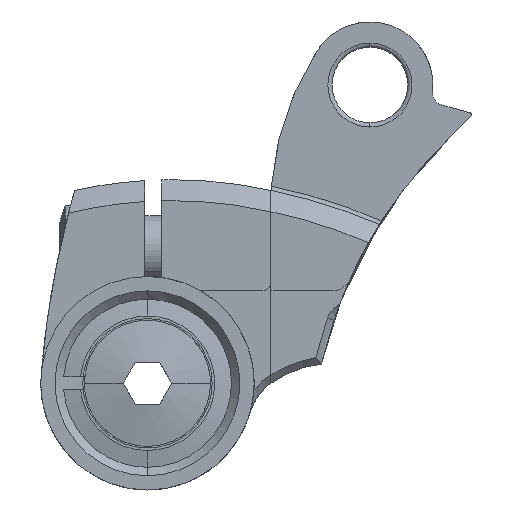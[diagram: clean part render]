
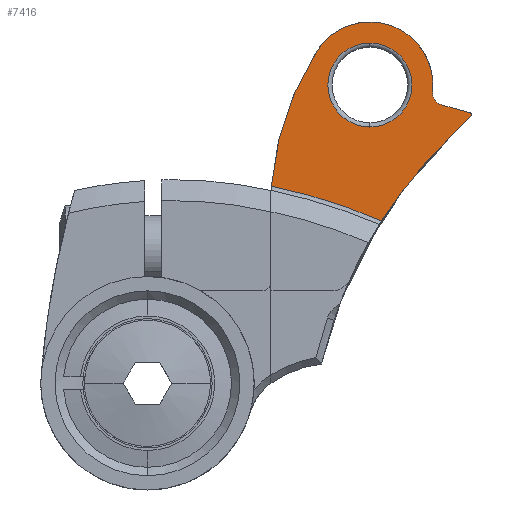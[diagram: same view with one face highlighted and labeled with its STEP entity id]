
A CAD part, left-side view. The second image highlights one B-rep face of the part: STEP entity #7416.
In plain terms, the highlighted planar face has unit normal (-1, 0, 0).
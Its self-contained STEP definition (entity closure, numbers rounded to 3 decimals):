
#63 = CARTESIAN_POINT ( 'NONE',  ( -0.5, -38.353, 32.196 ) ) ;
#149 = DIRECTION ( 'NONE',  ( 0., 0., -1. ) ) ;
#556 = DIRECTION ( 'NONE',  ( 1., 0., 0. ) ) ;
#634 = LINE ( 'NONE', #2269, #2229 ) ;
#654 = AXIS2_PLACEMENT_3D ( 'NONE', #1797, #7357, #2619 ) ;
#732 = CARTESIAN_POINT ( 'NONE',  ( -0.5, -26.472, 35.491 ) ) ;
#811 = CIRCLE ( 'NONE', #654, 5. ) ;
#870 = EDGE_CURVE ( 'NONE', #3629, #8700, #6872, .T. ) ;
#1125 = EDGE_CURVE ( 'NONE', #2283, #2490, #7744, .T. ) ;
#1520 = DIRECTION ( 'NONE',  ( 0., 0.695, -0.719 ) ) ;
#1625 = CIRCLE ( 'NONE', #3159, 7.5 ) ;
#1650 = DIRECTION ( 'NONE',  ( 0., 0., -1. ) ) ;
#1671 = ORIENTED_EDGE ( 'NONE', *, *, #5540, .T. ) ;
#1681 = DIRECTION ( 'NONE',  ( 0., 0., -1. ) ) ;
#1797 = CARTESIAN_POINT ( 'NONE',  ( -0.5, -26.472, 35.491 ) ) ;
#1881 = AXIS2_PLACEMENT_3D ( 'NONE', #2286, #7846, #3081 ) ;
#2151 = EDGE_CURVE ( 'NONE', #2490, #5917, #6648, .T. ) ;
#2196 = DIRECTION ( 'NONE',  ( 1., 0., 0. ) ) ;
#2229 = VECTOR ( 'NONE', #1520, 1000. ) ;
#2262 = VERTEX_POINT ( 'NONE', #4293 ) ;
#2269 = CARTESIAN_POINT ( 'NONE',  ( -0.5, -38.758, 32.083 ) ) ;
#2283 = VERTEX_POINT ( 'NONE', #6739 ) ;
#2286 = CARTESIAN_POINT ( 'NONE',  ( -0.5, -73.518, -9.887 ) ) ;
#2440 = EDGE_CURVE ( 'NONE', #8693, #5917, #4054, .T. ) ;
#2457 = EDGE_LOOP ( 'NONE', ( #1671, #5188 ) ) ;
#2474 = CARTESIAN_POINT ( 'NONE',  ( -0.5, 0., 0. ) ) ;
#2484 = ORIENTED_EDGE ( 'NONE', *, *, #2827, .T. ) ;
#2490 = VERTEX_POINT ( 'NONE', #4355 ) ;
#2560 = CARTESIAN_POINT ( 'NONE',  ( -0.5, -38.758, 32.083 ) ) ;
#2619 = DIRECTION ( 'NONE',  ( 0., 0., -1. ) ) ;
#2760 = EDGE_CURVE ( 'NONE', #3949, #2283, #3926, .T. ) ;
#2764 = CARTESIAN_POINT ( 'NONE',  ( -0.5, -35.98, 29.206 ) ) ;
#2827 = EDGE_CURVE ( 'NONE', #3629, #2262, #5511, .T. ) ;
#2888 = EDGE_CURVE ( 'NONE', #8143, #5210, #811, .T. ) ;
#2890 = ORIENTED_EDGE ( 'NONE', *, *, #2440, .T. ) ;
#3081 = DIRECTION ( 'NONE',  ( 0., 0., -1. ) ) ;
#3110 = AXIS2_PLACEMENT_3D ( 'NONE', #8869, #4112, #9673 ) ;
#3159 = AXIS2_PLACEMENT_3D ( 'NONE', #6953, #2196, #7751 ) ;
#3254 = PLANE ( 'NONE',  #9346 ) ;
#3315 = ORIENTED_EDGE ( 'NONE', *, *, #1125, .F. ) ;
#3340 = ORIENTED_EDGE ( 'NONE', *, *, #2151, .F. ) ;
#3402 = CARTESIAN_POINT ( 'NONE',  ( -0.5, -26.472, 42.991 ) ) ;
#3588 = VERTEX_POINT ( 'NONE', #2764 ) ;
#3629 = VERTEX_POINT ( 'NONE', #9958 ) ;
#3926 = CIRCLE ( 'NONE', #6713, 7.5 ) ;
#3934 = CARTESIAN_POINT ( 'NONE',  ( -0.5, -26.472, 35.491 ) ) ;
#3949 = VERTEX_POINT ( 'NONE', #3402 ) ;
#4054 = CIRCLE ( 'NONE', #5826, 0.25 ) ;
#4112 = DIRECTION ( 'NONE',  ( -1., 0., 0. ) ) ;
#4287 = DIRECTION ( 'NONE',  ( -1., 0., 0. ) ) ;
#4293 = CARTESIAN_POINT ( 'NONE',  ( -0.5, -27.858, 19.311 ) ) ;
#4355 = CARTESIAN_POINT ( 'NONE',  ( -0.5, -35.023, 33.119 ) ) ;
#4382 = AXIS2_PLACEMENT_3D ( 'NONE', #5307, #556, #6096 ) ;
#4442 = ORIENTED_EDGE ( 'NONE', *, *, #2760, .F. ) ;
#4524 = ORIENTED_EDGE ( 'NONE', *, *, #5537, .F. ) ;
#4537 = VECTOR ( 'NONE', #8112, 1000. ) ;
#4737 = DIRECTION ( 'NONE',  ( 0., 0., -1. ) ) ;
#4895 = DIRECTION ( 'NONE',  ( 1., 0., 0. ) ) ;
#5188 = ORIENTED_EDGE ( 'NONE', *, *, #2888, .T. ) ;
#5210 = VERTEX_POINT ( 'NONE', #6547 ) ;
#5307 = CARTESIAN_POINT ( 'NONE',  ( -0.5, -50.129, 20.485 ) ) ;
#5443 = EDGE_CURVE ( 'NONE', #8700, #3949, #1625, .T. ) ;
#5511 = CIRCLE ( 'NONE', #8854, 64.41 ) ;
#5537 = EDGE_CURVE ( 'NONE', #8693, #3588, #634, .T. ) ;
#5540 = EDGE_CURVE ( 'NONE', #5210, #8143, #8590, .T. ) ;
#5754 = CIRCLE ( 'NONE', #1881, 54.198 ) ;
#5826 = AXIS2_PLACEMENT_3D ( 'NONE', #9056, #4287, #9850 ) ;
#5917 = VERTEX_POINT ( 'NONE', #63 ) ;
#6096 = DIRECTION ( 'NONE',  ( 0., 0., -1. ) ) ;
#6415 = DIRECTION ( 'NONE',  ( 1., 0., 0. ) ) ;
#6445 = DIRECTION ( 'NONE',  ( 1., 0., 0. ) ) ;
#6547 = CARTESIAN_POINT ( 'NONE',  ( -0.5, -26.472, 30.491 ) ) ;
#6648 = LINE ( 'NONE', #2560, #4537 ) ;
#6713 = AXIS2_PLACEMENT_3D ( 'NONE', #732, #6415, #1650 ) ;
#6739 = CARTESIAN_POINT ( 'NONE',  ( -0.5, -33.932, 34.719 ) ) ;
#6872 = CIRCLE ( 'NONE', #4382, 35.515 ) ;
#6953 = CARTESIAN_POINT ( 'NONE',  ( -0.5, -26.472, 35.491 ) ) ;
#7129 = CARTESIAN_POINT ( 'NONE',  ( -0.5, -26.472, 40.491 ) ) ;
#7140 = FACE_BOUND ( 'NONE', #2457, .T. ) ;
#7252 = EDGE_CURVE ( 'NONE', #3588, #2262, #5754, .T. ) ;
#7357 = DIRECTION ( 'NONE',  ( 1., 0., 0. ) ) ;
#7393 = FACE_OUTER_BOUND ( 'NONE', #9762, .T. ) ;
#7416 = ADVANCED_FACE ( 'NONE', ( #7140, #7393 ), #3254, .F. ) ;
#7744 = CIRCLE ( 'NONE', #3110, 1.5 ) ;
#7751 = DIRECTION ( 'NONE',  ( 0., 0., -1. ) ) ;
#7846 = DIRECTION ( 'NONE',  ( -1., 0., 0. ) ) ;
#8083 = ORIENTED_EDGE ( 'NONE', *, *, #5443, .F. ) ;
#8112 = DIRECTION ( 'NONE',  ( 0., -0.964, -0.267 ) ) ;
#8143 = VERTEX_POINT ( 'NONE', #7129 ) ;
#8244 = CARTESIAN_POINT ( 'NONE',  ( -0.5, -38.466, 31.781 ) ) ;
#8590 = CIRCLE ( 'NONE', #9566, 5. ) ;
#8677 = ORIENTED_EDGE ( 'NONE', *, *, #870, .F. ) ;
#8693 = VERTEX_POINT ( 'NONE', #8244 ) ;
#8700 = VERTEX_POINT ( 'NONE', #9065 ) ;
#8845 = ORIENTED_EDGE ( 'NONE', *, *, #7252, .F. ) ;
#8854 = AXIS2_PLACEMENT_3D ( 'NONE', #9664, #4895, #149 ) ;
#8869 = CARTESIAN_POINT ( 'NONE',  ( -0.5, -35.424, 34.565 ) ) ;
#9056 = CARTESIAN_POINT ( 'NONE',  ( -0.5, -38.287, 31.955 ) ) ;
#9065 = CARTESIAN_POINT ( 'NONE',  ( -0.5, -20.139, 39.508 ) ) ;
#9346 = AXIS2_PLACEMENT_3D ( 'NONE', #2474, #6445, #1681 ) ;
#9497 = DIRECTION ( 'NONE',  ( 1., 0., 0. ) ) ;
#9566 = AXIS2_PLACEMENT_3D ( 'NONE', #3934, #9497, #4737 ) ;
#9664 = CARTESIAN_POINT ( 'NONE',  ( -0.5, -2.023, -39.69 ) ) ;
#9673 = DIRECTION ( 'NONE',  ( 0., 0., -1. ) ) ;
#9762 = EDGE_LOOP ( 'NONE', ( #8677, #2484, #8845, #4524, #2890, #3340, #3315, #4442, #8083 ) ) ;
#9850 = DIRECTION ( 'NONE',  ( 0., 0., -1. ) ) ;
#9958 = CARTESIAN_POINT ( 'NONE',  ( -0.5, -14.739, 23.452 ) ) ;
